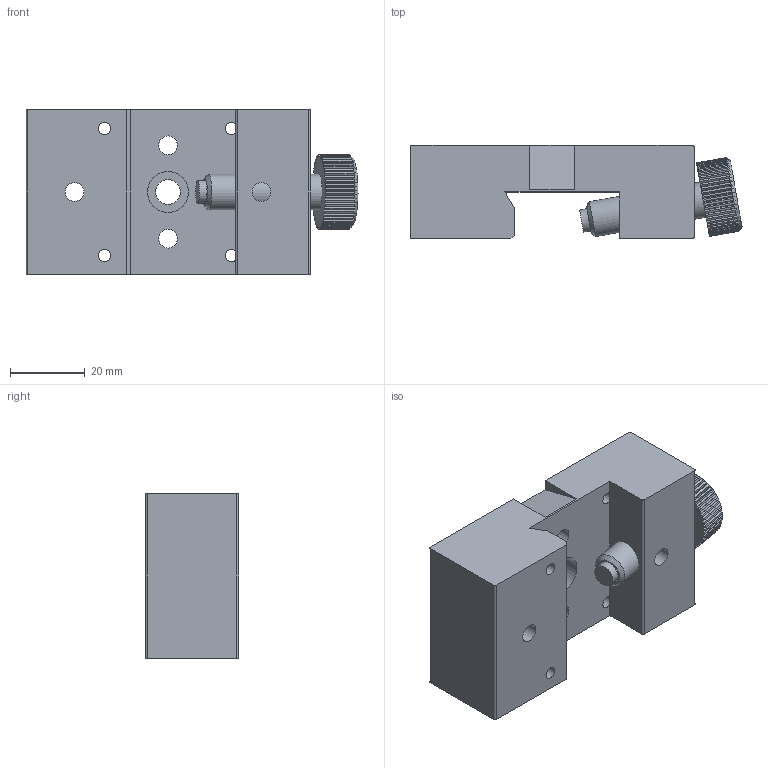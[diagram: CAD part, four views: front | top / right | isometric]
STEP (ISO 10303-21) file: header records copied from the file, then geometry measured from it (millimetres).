
FILE_DESCRIPTION (( 'STEP AP203' ), '1' );
FILE_NAME ('CR-2.step', '2017-01-11T07:14:34', ( '¦K¬P' ), ( '' ), 'SwSTEP 2.0', 'SolidWorks 2012', '' );
FILE_SCHEMA (( 'CONFIG_CONTROL_DESIGN' ));
Length unit declared in the file: millimetre
Products named in the file (1): CR-2
Bounding box: 88.82 x 25 x 44 mm (x, y, z)
Surface area: 17494.6 mm2 (no closed solid volume)
Topology: 0 solids, 4 shells, 210 faces, 617 edges, 411 vertices
Faces by surface type: plane 133, cylinder 75, cone 2
Full cylindrical faces by diameter (mm): 3.3 x4, 5 x5, 6 x1, 6.5 x1, 6.6 x1, 9.5 x1, 11 x1
Entity records: 7228 total; most frequent: CARTESIAN_POINT 1691, ORIENTED_EDGE 1184, DIRECTION 1058, EDGE_CURVE 598, VERTEX_POINT 408, AXIS2_PLACEMENT_3D 365, VECTOR 328, LINE 328
